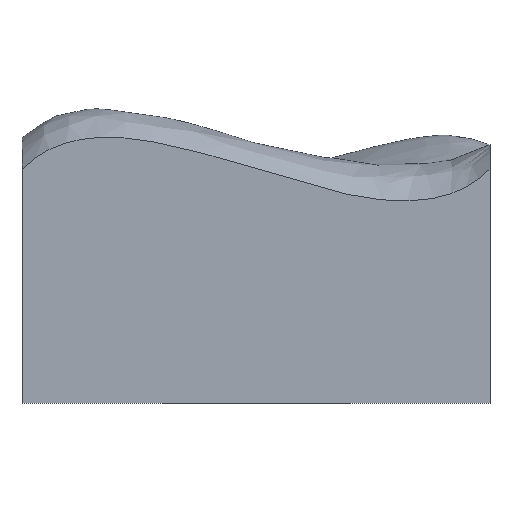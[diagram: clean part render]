
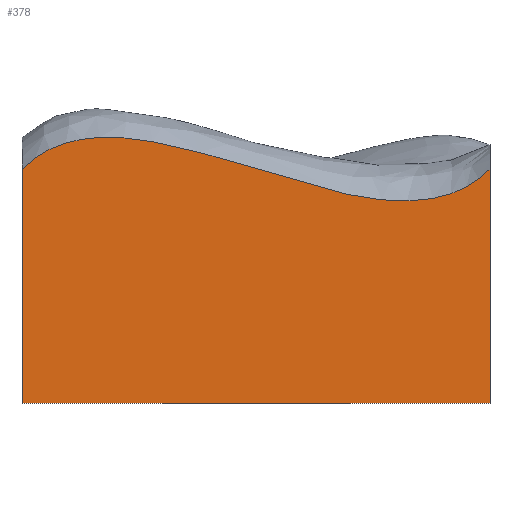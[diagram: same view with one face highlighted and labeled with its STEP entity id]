
A CAD part, front view. The second image highlights one B-rep face of the part: STEP entity #378.
In plain terms, the highlighted planar face has unit normal (0, -1, 0).
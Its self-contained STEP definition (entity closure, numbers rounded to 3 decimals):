
#77=CARTESIAN_POINT('POINT10',(50.,-50.,-25.));
#78=VERTEX_POINT('VERTEX10',#77);
#85=CARTESIAN_POINT('POINT11',(-50.,-50.,-25.));
#86=VERTEX_POINT('VERTEX11',#85);
#87=CARTESIAN_POINT('POS11',(0.,-50.,-25.));
#88=DIRECTION('DIR12',(-1.,0.,0.));
#89=VECTOR('VEC10',#88,1.);
#90=LINE('STRAIGHT10',#87,#89);
#91=EDGE_CURVE('EDGE10',#78,#86,#90,.T.);
#346=CARTESIAN_POINT('POINT25',(-50.,-50.,25.));
#347=VERTEX_POINT('VERTEX25',#346);
#348=CARTESIAN_POINT('POS33',(-50.,-50.,0.));
#349=DIRECTION('DIR42',(0.,0.,-1.));
#350=VECTOR('VEC24',#349,1.);
#351=LINE('STRAIGHT24',#348,#350);
#352=EDGE_CURVE('EDGE33',#347,#86,#351,.T.);
#353=ORIENTED_EDGE('COEDGE49',*,*,#352,.T.);
#354=ORIENTED_EDGE('COEDGE50',*,*,#91,.F.);
#355=CARTESIAN_POINT('POINT26',(50.,-50.,25.));
#356=VERTEX_POINT('VERTEX26',#355);
#357=CARTESIAN_POINT('POS34',(50.,-50.,0.));
#358=DIRECTION('DIR43',(0.,0.,-1.));
#359=VECTOR('VEC25',#358,1.);
#360=LINE('STRAIGHT25',#357,#359);
#361=EDGE_CURVE('EDGE34',#356,#78,#360,.T.);
#362=ORIENTED_EDGE('COEDGE51',*,*,#361,.F.);
#363=B_SPLINE_CURVE_WITH_KNOTS('SPLINE_CRV10',3,(#364,#365,#366,#367,
   #368),.UNSPECIFIED.,.F.,.F.,(4,1,4),(0.,50.,100.),
   .UNSPECIFIED.);
#364=CARTESIAN_POINT('',(-50.,-50.,25.));
#365=CARTESIAN_POINT('',(-38.215,-50.,
   36.785));
#366=CARTESIAN_POINT('',(0.,-50.,25.));
#367=CARTESIAN_POINT('',(38.215,-50.,
   13.215));
#368=CARTESIAN_POINT('',(50.,-50.,25.));
#369=EDGE_CURVE('EDGE35',#347,#356,#363,.T.);
#370=ORIENTED_EDGE('COEDGE52',*,*,#369,.F.);
#371=EDGE_LOOP('NONE',(#353,#354,#362,#370));
#372=FACE_BOUND('LOOP1',#371,.T.);
#373=CARTESIAN_POINT('POS35',(0.,-50.,0.));
#374=DIRECTION('DIR44',(0.,1.,0.));
#375=DIRECTION('DIR45',(1.,0.,0.));
#376=AXIS2_PLACEMENT_3D('AXIS10',#373,#374,#375);
#377=PLANE('PLANE10',#376);
#378=ADVANCED_FACE('FACE10',(#372),#377,.F.);
